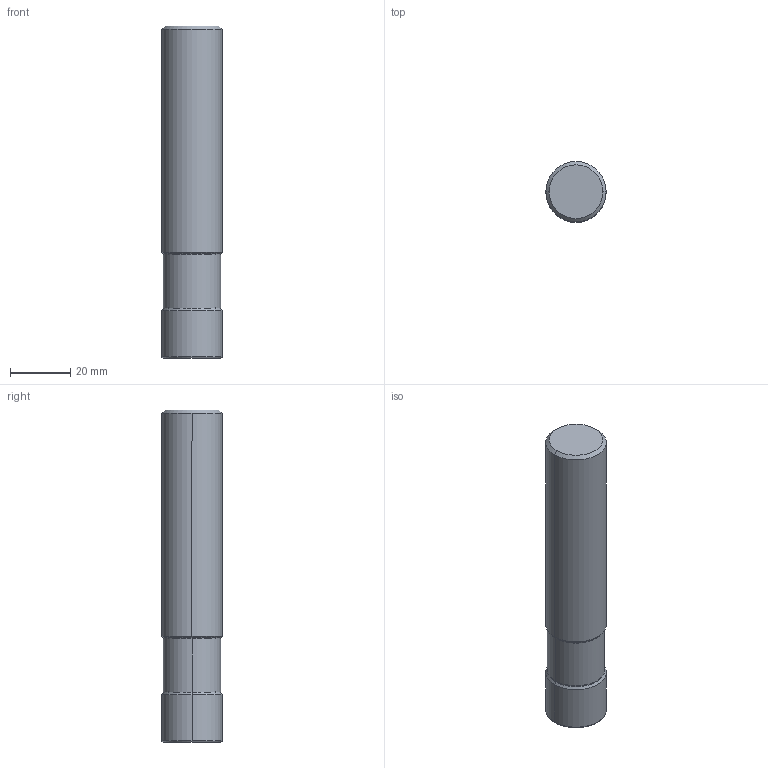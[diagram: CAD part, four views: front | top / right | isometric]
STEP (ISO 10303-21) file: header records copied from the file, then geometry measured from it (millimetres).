
FILE_DESCRIPTION(/* description */ (''),/* implementation_level */ '2;1');
FILE_NAME(/* name */ 'BXD4000R201SA20SA_MR0_4.stp',/* time_stamp */ '2021-09-08T11:40:22+09:00',/* author */ (''),/* organization */ (''),/* preprocessor_version */ 'ST-DEVELOPER v16',/* originating_system */ 'SIEMENS PLM Software NX 10.0',/* authorisation */ '');
FILE_SCHEMA (('AUTOMOTIVE_DESIGN { 1 0 10303 214 3 1 1 1 }'));
Length unit declared in the file: millimetre
Products named in the file (1): BXD4000R201SA20SA_MR0_4_ASM
Bounding box: 20 x 20 x 110 mm (x, y, z)
Volume: 37798.1 mm3; surface area: 8940.1 mm2
Topology: 2 solids, 2 shells, 41 faces, 93 edges, 71 vertices
Faces by surface type: cone 20, torus 8, cylinder 8, plane 5
Entity records: 1297 total; most frequent: DIRECTION 252, CARTESIAN_POINT 194, ORIENTED_EDGE 164, AXIS2_PLACEMENT_3D 107, EDGE_CURVE 82, CIRCLE 55, VERTEX_POINT 46, EDGE_LOOP 42
